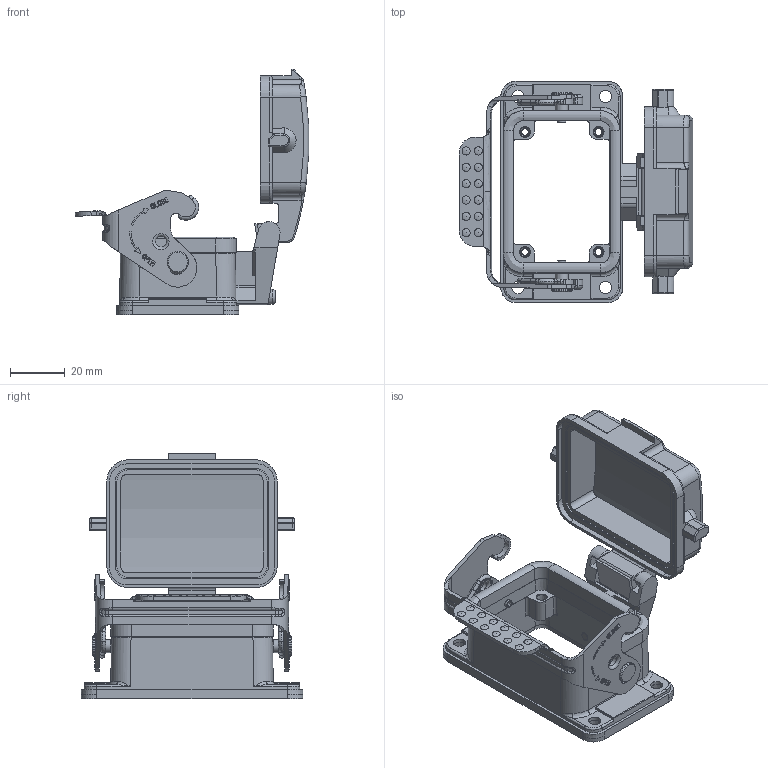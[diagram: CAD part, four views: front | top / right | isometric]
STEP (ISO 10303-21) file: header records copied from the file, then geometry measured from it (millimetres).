
FILE_DESCRIPTION(/* description */ (''),/* implementation_level */ '2;1');
FILE_NAME(/* name */ 'H6B-BK-1L-CV.stp',/* time_stamp */ '2022-07-01T16:11:02+08:00',/* author */ (''),/* organization */ (''),/* preprocessor_version */ 'ST-DEVELOPER v16',/* originating_system */ 'SIEMENS PLM Software NX 10.0',/* authorisation */ '');
FILE_SCHEMA (('AP203_CONFIGURATION_CONTROLLED_3D_DESIGN_OF_MECHANICAL_PARTS_AND_ASSEMBLIES_MIM_LF { 1 0 10303 403 2 1 2}'));
Length unit declared in the file: millimetre
Products named in the file (1): Admi24180D94a3ih
Bounding box: 85.61 x 81.19 x 90.17 mm (x, y, z)
Surface area: 42863.9 mm2 (no closed solid volume)
Topology: 0 solids, 1332 shells, 1368 faces, 6892 edges, 6745 vertices
Faces by surface type: plane 575, cylinder 444, bspline 144, torus 125, extrusion 42, cone 34, sphere 4
Full cylindrical faces by diameter (mm): 2 x12, 2.3 x2, 3 x42, 3.2 x2, 4 x2, 4.5 x8, 4.8 x2, 5 x2, 5.5 x2, 7 x2, 7.8 x2
Entity records: 121388 total; most frequent: CARTESIAN_POINT 70183, DIRECTION 9646, VERTEX_POINT 6636, ORIENTED_EDGE 6624, EDGE_CURVE 6624, VECTOR 3524, LINE 3482, AXIS2_PLACEMENT_3D 3061
